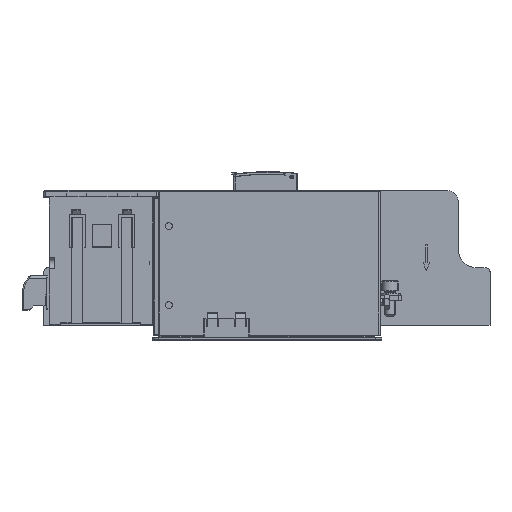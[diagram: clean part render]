
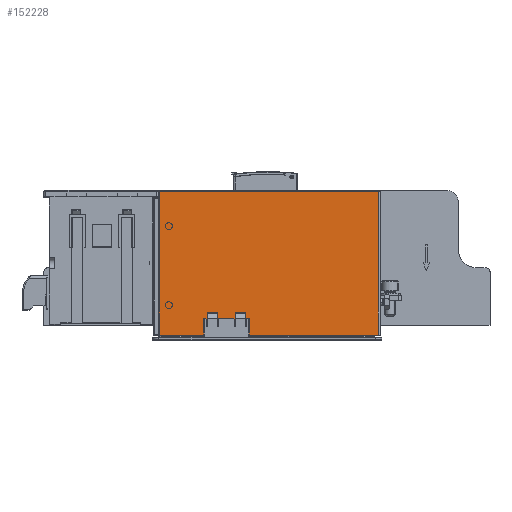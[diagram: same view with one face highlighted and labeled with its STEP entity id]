
A CAD part, top view. The second image highlights one B-rep face of the part: STEP entity #152228.
In plain terms, the highlighted planar face has unit normal (0, 0, 1).
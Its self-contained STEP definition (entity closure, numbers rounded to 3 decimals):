
#16618=DIRECTION('',(0.,1.,0.));
#16619=VECTOR('',#16618,112.5);
#16620=CARTESIAN_POINT('',(3.5,-2.3,152.));
#16621=LINE('',#16620,#16619);
#48848=DIRECTION('',(1.,0.,0.));
#48849=VECTOR('',#48848,172.);
#48850=CARTESIAN_POINT('',(3.5,110.2,152.));
#48851=LINE('',#48850,#48849);
#48902=DIRECTION('',(0.,-1.,0.));
#48903=VECTOR('',#48902,112.5);
#48904=CARTESIAN_POINT('',(175.5,110.2,152.));
#48905=LINE('',#48904,#48903);
#48910=CARTESIAN_POINT('',(73.75,10.029,152.));
#48911=DIRECTION('',(0.,0.,-1.));
#48912=DIRECTION('',(0.,1.,0.));
#48913=AXIS2_PLACEMENT_3D('',#48910,#48911,#48912);
#48915=DIRECTION('',(1.,0.,0.));
#48916=VECTOR('',#48915,1.42);
#48917=CARTESIAN_POINT('',(72.33,10.3,152.));
#48918=LINE('',#48917,#48916);
#48919=CARTESIAN_POINT('',(72.75,10.029,152.));
#48920=DIRECTION('',(0.,0.,1.));
#48921=DIRECTION('',(-0.84,0.543,0.));
#48922=AXIS2_PLACEMENT_3D('',#48919,#48920,#48921);
#48924=DIRECTION('',(0.,1.,0.));
#48925=VECTOR('',#48924,6.);
#48926=CARTESIAN_POINT('',(72.25,4.029,152.));
#48927=LINE('',#48926,#48925);
#48928=DIRECTION('',(-1.,0.,0.));
#48929=VECTOR('',#48928,1.);
#48930=CARTESIAN_POINT('',(72.25,4.029,152.));
#48931=LINE('',#48930,#48929);
#48932=DIRECTION('',(0.,-1.,0.));
#48933=VECTOR('',#48932,6.814);
#48934=CARTESIAN_POINT('',(71.25,10.843,152.));
#48935=LINE('',#48934,#48933);
#48936=DIRECTION('',(-1.,0.,0.));
#48937=VECTOR('',#48936,8.);
#48938=CARTESIAN_POINT('',(71.25,10.843,152.));
#48939=LINE('',#48938,#48937);
#48940=DIRECTION('',(0.,1.,0.));
#48941=VECTOR('',#48940,6.814);
#48942=CARTESIAN_POINT('',(63.25,4.029,152.));
#48943=LINE('',#48942,#48941);
#48944=DIRECTION('',(-1.,0.,0.));
#48945=VECTOR('',#48944,1.);
#48946=CARTESIAN_POINT('',(63.25,4.029,152.));
#48947=LINE('',#48946,#48945);
#48948=DIRECTION('',(0.,1.,0.));
#48949=VECTOR('',#48948,6.);
#48950=CARTESIAN_POINT('',(62.25,4.029,152.));
#48951=LINE('',#48950,#48949);
#48952=CARTESIAN_POINT('',(61.75,10.029,152.));
#48953=DIRECTION('',(0.,0.,-1.));
#48954=DIRECTION('',(0.,1.,0.));
#48955=AXIS2_PLACEMENT_3D('',#48952,#48953,#48954);
#48957=DIRECTION('',(-1.,0.,0.));
#48958=VECTOR('',#48957,11.);
#48959=CARTESIAN_POINT('',(61.75,10.529,152.));
#48960=LINE('',#48959,#48958);
#48961=CARTESIAN_POINT('',(50.75,10.029,152.));
#48962=DIRECTION('',(0.,0.,1.));
#48963=DIRECTION('',(0.,1.,0.));
#48964=AXIS2_PLACEMENT_3D('',#48961,#48962,#48963);
#48966=DIRECTION('',(0.,1.,0.));
#48967=VECTOR('',#48966,6.);
#48968=CARTESIAN_POINT('',(50.25,4.029,152.));
#48969=LINE('',#48968,#48967);
#48970=DIRECTION('',(-1.,0.,0.));
#48971=VECTOR('',#48970,1.);
#48972=CARTESIAN_POINT('',(50.25,4.029,152.));
#48973=LINE('',#48972,#48971);
#48974=DIRECTION('',(0.,-1.,0.));
#48975=VECTOR('',#48974,6.814);
#48976=CARTESIAN_POINT('',(49.25,10.843,152.));
#48977=LINE('',#48976,#48975);
#48978=DIRECTION('',(-1.,0.,0.));
#48979=VECTOR('',#48978,8.);
#48980=CARTESIAN_POINT('',(49.25,10.843,152.));
#48981=LINE('',#48980,#48979);
#48982=DIRECTION('',(0.,1.,0.));
#48983=VECTOR('',#48982,6.814);
#48984=CARTESIAN_POINT('',(41.25,4.029,152.));
#48985=LINE('',#48984,#48983);
#48986=DIRECTION('',(-1.,0.,0.));
#48987=VECTOR('',#48986,1.);
#48988=CARTESIAN_POINT('',(41.25,4.029,152.));
#48989=LINE('',#48988,#48987);
#48990=DIRECTION('',(0.,1.,0.));
#48991=VECTOR('',#48990,6.);
#48992=CARTESIAN_POINT('',(40.25,4.029,152.));
#48993=LINE('',#48992,#48991);
#48994=CARTESIAN_POINT('',(39.75,10.029,152.));
#48995=DIRECTION('',(0.,0.,-1.));
#48996=DIRECTION('',(0.84,0.543,0.));
#48997=AXIS2_PLACEMENT_3D('',#48994,#48995,#48996);
#48999=DIRECTION('',(1.,0.,0.));
#49000=VECTOR('',#48999,1.42);
#49001=CARTESIAN_POINT('',(38.75,10.3,152.));
#49002=LINE('',#49001,#49000);
#49003=CARTESIAN_POINT('',(38.75,10.029,152.));
#49004=DIRECTION('',(0.,0.,1.));
#49005=DIRECTION('',(0.,1.,0.));
#49006=AXIS2_PLACEMENT_3D('',#49003,#49004,#49005);
#49008=DIRECTION('',(0.,1.,0.));
#49009=VECTOR('',#49008,12.329);
#49010=CARTESIAN_POINT('',(38.479,-2.3,152.));
#49011=LINE('',#49010,#49009);
#49012=DIRECTION('',(1.,0.,0.));
#49013=VECTOR('',#49012,34.979);
#49014=CARTESIAN_POINT('',(3.5,-2.3,152.));
#49015=LINE('',#49014,#49013);
#49016=DIRECTION('',(1.,0.,0.));
#49017=VECTOR('',#49016,101.479);
#49018=CARTESIAN_POINT('',(74.021,-2.3,152.));
#49019=LINE('',#49018,#49017);
#49020=DIRECTION('',(0.,-1.,0.));
#49021=VECTOR('',#49020,12.329);
#49022=CARTESIAN_POINT('',(74.021,10.029,152.));
#49023=LINE('',#49022,#49021);
#84910=CARTESIAN_POINT('',(3.5,110.2,152.));
#84911=VERTEX_POINT('',#84910);
#84971=CARTESIAN_POINT('',(175.5,-2.3,152.));
#84973=VERTEX_POINT('',#84971);
#85132=CARTESIAN_POINT('',(175.5,110.2,152.));
#85133=VERTEX_POINT('',#85132);
#85194=CARTESIAN_POINT('',(3.5,-2.3,152.));
#85195=VERTEX_POINT('',#85194);
#86424=CARTESIAN_POINT('',(73.75,10.3,152.));
#86425=CARTESIAN_POINT('',(74.021,10.029,152.));
#86426=VERTEX_POINT('',#86424);
#86427=VERTEX_POINT('',#86425);
#86428=CARTESIAN_POINT('',(49.25,10.843,152.));
#86429=CARTESIAN_POINT('',(49.25,4.029,152.));
#86430=VERTEX_POINT('',#86428);
#86431=VERTEX_POINT('',#86429);
#86432=CARTESIAN_POINT('',(40.25,4.029,152.));
#86433=CARTESIAN_POINT('',(40.25,10.029,152.));
#86434=VERTEX_POINT('',#86432);
#86435=VERTEX_POINT('',#86433);
#86436=CARTESIAN_POINT('',(38.75,10.3,152.));
#86437=CARTESIAN_POINT('',(40.17,10.3,152.));
#86438=VERTEX_POINT('',#86436);
#86439=VERTEX_POINT('',#86437);
#86440=CARTESIAN_POINT('',(63.25,4.029,152.));
#86441=CARTESIAN_POINT('',(62.25,4.029,152.));
#86442=VERTEX_POINT('',#86440);
#86443=VERTEX_POINT('',#86441);
#86444=CARTESIAN_POINT('',(74.021,-2.3,152.));
#86445=VERTEX_POINT('',#86444);
#86446=CARTESIAN_POINT('',(72.33,10.3,152.));
#86447=CARTESIAN_POINT('',(72.25,10.029,152.));
#86448=VERTEX_POINT('',#86446);
#86449=VERTEX_POINT('',#86447);
#86450=CARTESIAN_POINT('',(38.479,10.029,152.));
#86451=VERTEX_POINT('',#86450);
#86452=CARTESIAN_POINT('',(50.25,4.029,152.));
#86453=VERTEX_POINT('',#86452);
#86454=CARTESIAN_POINT('',(41.25,4.029,152.));
#86455=CARTESIAN_POINT('',(41.25,10.843,152.));
#86456=VERTEX_POINT('',#86454);
#86457=VERTEX_POINT('',#86455);
#86458=CARTESIAN_POINT('',(72.25,4.029,152.));
#86459=VERTEX_POINT('',#86458);
#86460=CARTESIAN_POINT('',(71.25,4.029,152.));
#86461=VERTEX_POINT('',#86460);
#86462=CARTESIAN_POINT('',(38.479,-2.3,152.));
#86463=VERTEX_POINT('',#86462);
#86464=CARTESIAN_POINT('',(61.75,10.529,152.));
#86465=CARTESIAN_POINT('',(50.75,10.529,152.));
#86466=VERTEX_POINT('',#86464);
#86467=VERTEX_POINT('',#86465);
#86468=CARTESIAN_POINT('',(63.25,10.843,152.));
#86469=VERTEX_POINT('',#86468);
#86470=CARTESIAN_POINT('',(62.25,10.029,152.));
#86471=VERTEX_POINT('',#86470);
#86472=CARTESIAN_POINT('',(50.25,10.029,152.));
#86473=VERTEX_POINT('',#86472);
#86474=CARTESIAN_POINT('',(71.25,10.843,152.));
#86475=VERTEX_POINT('',#86474);
#152166=CARTESIAN_POINT('',(177.,-3.9,152.));
#152167=DIRECTION('',(0.,0.,-1.));
#152168=DIRECTION('',(0.,1.,0.));
#152169=AXIS2_PLACEMENT_3D('',#152166,#152167,#152168);
#152170=PLANE('',#152169);
#152172=ORIENTED_EDGE('',*,*,#152171,.F.);
#152174=ORIENTED_EDGE('',*,*,#152173,.F.);
#152176=ORIENTED_EDGE('',*,*,#152175,.T.);
#152178=ORIENTED_EDGE('',*,*,#152177,.F.);
#152180=ORIENTED_EDGE('',*,*,#152179,.T.);
#152182=ORIENTED_EDGE('',*,*,#152181,.F.);
#152184=ORIENTED_EDGE('',*,*,#152183,.T.);
#152186=ORIENTED_EDGE('',*,*,#152185,.F.);
#152188=ORIENTED_EDGE('',*,*,#152187,.T.);
#152190=ORIENTED_EDGE('',*,*,#152189,.T.);
#152192=ORIENTED_EDGE('',*,*,#152191,.F.);
#152194=ORIENTED_EDGE('',*,*,#152193,.T.);
#152196=ORIENTED_EDGE('',*,*,#152195,.T.);
#152198=ORIENTED_EDGE('',*,*,#152197,.F.);
#152200=ORIENTED_EDGE('',*,*,#152199,.T.);
#152202=ORIENTED_EDGE('',*,*,#152201,.F.);
#152204=ORIENTED_EDGE('',*,*,#152203,.T.);
#152206=ORIENTED_EDGE('',*,*,#152205,.F.);
#152208=ORIENTED_EDGE('',*,*,#152207,.T.);
#152210=ORIENTED_EDGE('',*,*,#152209,.T.);
#152212=ORIENTED_EDGE('',*,*,#152211,.F.);
#152214=ORIENTED_EDGE('',*,*,#152213,.F.);
#152216=ORIENTED_EDGE('',*,*,#152215,.T.);
#152218=ORIENTED_EDGE('',*,*,#152217,.F.);
#152219=ORIENTED_EDGE('',*,*,#105519,.F.);
#152220=ORIENTED_EDGE('',*,*,#109426,.T.);
#152221=ORIENTED_EDGE('',*,*,#152051,.T.);
#152222=ORIENTED_EDGE('',*,*,#152158,.T.);
#152223=ORIENTED_EDGE('',*,*,#105527,.F.);
#152225=ORIENTED_EDGE('',*,*,#152224,.F.);
#152226=EDGE_LOOP('',(#152172,#152174,#152176,#152178,#152180,#152182,#152184,
#152186,#152188,#152190,#152192,#152194,#152196,#152198,#152200,#152202,#152204,
#152206,#152208,#152210,#152212,#152214,#152216,#152218,#152219,#152220,#152221,
#152222,#152223,#152225));
#152227=FACE_OUTER_BOUND('',#152226,.F.);
#152228=ADVANCED_FACE('',(#152227),#152170,.F.);
#48914=CIRCLE('',#48913,0.271);
#48923=CIRCLE('',#48922,0.5);
#48956=CIRCLE('',#48955,0.5);
#48965=CIRCLE('',#48964,0.5);
#48998=CIRCLE('',#48997,0.5);
#49007=CIRCLE('',#49006,0.271);
#105519=EDGE_CURVE('',#85195,#86463,#49015,.T.);
#105527=EDGE_CURVE('',#86445,#84973,#49019,.T.);
#109426=EDGE_CURVE('',#85195,#84911,#16621,.T.);
#152051=EDGE_CURVE('',#84911,#85133,#48851,.T.);
#152158=EDGE_CURVE('',#85133,#84973,#48905,.T.);
#152171=EDGE_CURVE('',#86426,#86427,#48914,.T.);
#152173=EDGE_CURVE('',#86448,#86426,#48918,.T.);
#152175=EDGE_CURVE('',#86448,#86449,#48923,.T.);
#152177=EDGE_CURVE('',#86459,#86449,#48927,.T.);
#152179=EDGE_CURVE('',#86459,#86461,#48931,.T.);
#152181=EDGE_CURVE('',#86475,#86461,#48935,.T.);
#152183=EDGE_CURVE('',#86475,#86469,#48939,.T.);
#152185=EDGE_CURVE('',#86442,#86469,#48943,.T.);
#152187=EDGE_CURVE('',#86442,#86443,#48947,.T.);
#152189=EDGE_CURVE('',#86443,#86471,#48951,.T.);
#152191=EDGE_CURVE('',#86466,#86471,#48956,.T.);
#152193=EDGE_CURVE('',#86466,#86467,#48960,.T.);
#152195=EDGE_CURVE('',#86467,#86473,#48965,.T.);
#152197=EDGE_CURVE('',#86453,#86473,#48969,.T.);
#152199=EDGE_CURVE('',#86453,#86431,#48973,.T.);
#152201=EDGE_CURVE('',#86430,#86431,#48977,.T.);
#152203=EDGE_CURVE('',#86430,#86457,#48981,.T.);
#152205=EDGE_CURVE('',#86456,#86457,#48985,.T.);
#152207=EDGE_CURVE('',#86456,#86434,#48989,.T.);
#152209=EDGE_CURVE('',#86434,#86435,#48993,.T.);
#152211=EDGE_CURVE('',#86439,#86435,#48998,.T.);
#152213=EDGE_CURVE('',#86438,#86439,#49002,.T.);
#152215=EDGE_CURVE('',#86438,#86451,#49007,.T.);
#152217=EDGE_CURVE('',#86463,#86451,#49011,.T.);
#152224=EDGE_CURVE('',#86427,#86445,#49023,.T.);
